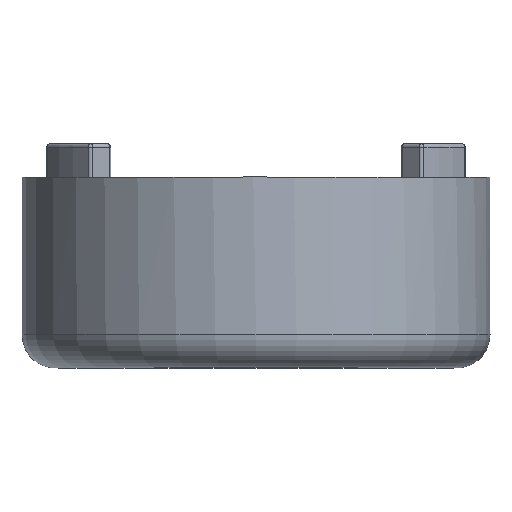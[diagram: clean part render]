
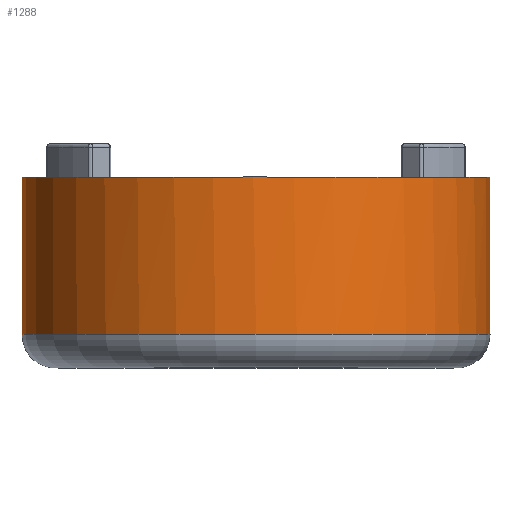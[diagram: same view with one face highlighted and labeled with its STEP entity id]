
A CAD part, top view. The second image highlights one B-rep face of the part: STEP entity #1288.
In plain terms, the highlighted cylindrical face has radius 35 mm (diameter 70 mm), a full revolution.
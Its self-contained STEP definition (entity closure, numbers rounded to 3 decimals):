
#71=LINE('',#2174,#145);
#76=LINE('',#2282,#150);
#82=LINE('',#2306,#156);
#145=VECTOR('',#1604,10.);
#150=VECTOR('',#1627,10.);
#156=VECTOR('',#1655,35.);
#222=CYLINDRICAL_SURFACE('',#1405,35.);
#270=FACE_OUTER_BOUND('',#359,.T.);
#359=EDGE_LOOP('',(#932,#933,#934,#935,#936,#937,#938,#939,#940,#941,#942));
#448=CIRCLE('',#1398,35.);
#452=CIRCLE('',#1406,35.);
#453=CIRCLE('',#1407,35.);
#454=CIRCLE('',#1408,35.);
#455=CIRCLE('',#1409,35.);
#552=B_SPLINE_CURVE_WITH_KNOTS('',3,(#2154,#2155,#2156,#2157,#2158,#2159),
 .UNSPECIFIED.,.F.,.F.,(4,1,1,4),(-0.314,-0.224,
-0.135,0.),.UNSPECIFIED.);
#557=B_SPLINE_CURVE_WITH_KNOTS('',3,(#2273,#2274,#2275,#2276,#2277,#2278),
 .UNSPECIFIED.,.F.,.F.,(4,1,1,4),(-0.314,-0.224,
-0.135,0.),.UNSPECIFIED.);
#570=VERTEX_POINT('',#2152);
#571=VERTEX_POINT('',#2153);
#575=VERTEX_POINT('',#2173);
#583=VERTEX_POINT('',#2270);
#584=VERTEX_POINT('',#2272);
#585=VERTEX_POINT('',#2281);
#587=VERTEX_POINT('',#2303);
#588=VERTEX_POINT('',#2305);
#589=VERTEX_POINT('',#2307);
#685=EDGE_CURVE('',#570,#571,#552,.T.);
#690=EDGE_CURVE('',#571,#575,#71,.T.);
#703=EDGE_CURVE('',#583,#584,#557,.T.);
#705=EDGE_CURVE('',#585,#583,#76,.T.);
#708=EDGE_CURVE('',#584,#570,#448,.T.);
#717=EDGE_CURVE('',#587,#585,#452,.T.);
#718=EDGE_CURVE('',#587,#588,#82,.T.);
#719=EDGE_CURVE('',#589,#588,#453,.T.);
#720=EDGE_CURVE('',#588,#589,#454,.T.);
#721=EDGE_CURVE('',#575,#587,#455,.T.);
#932=ORIENTED_EDGE('',*,*,#690,.F.);
#933=ORIENTED_EDGE('',*,*,#685,.F.);
#934=ORIENTED_EDGE('',*,*,#708,.F.);
#935=ORIENTED_EDGE('',*,*,#703,.F.);
#936=ORIENTED_EDGE('',*,*,#705,.F.);
#937=ORIENTED_EDGE('',*,*,#717,.F.);
#938=ORIENTED_EDGE('',*,*,#718,.T.);
#939=ORIENTED_EDGE('',*,*,#719,.F.);
#940=ORIENTED_EDGE('',*,*,#720,.F.);
#941=ORIENTED_EDGE('',*,*,#718,.F.);
#942=ORIENTED_EDGE('',*,*,#721,.F.);
#1288=ADVANCED_FACE('',(#270),#222,.T.);
#1398=AXIS2_PLACEMENT_3D('',#2286,#1633,#1634);
#1405=AXIS2_PLACEMENT_3D('',#2302,#1651,#1652);
#1406=AXIS2_PLACEMENT_3D('',#2304,#1653,#1654);
#1407=AXIS2_PLACEMENT_3D('',#2308,#1656,#1657);
#1408=AXIS2_PLACEMENT_3D('',#2309,#1658,#1659);
#1409=AXIS2_PLACEMENT_3D('',#2310,#1660,#1661);
#1604=DIRECTION('',(0.,1.,0.));
#1627=DIRECTION('',(0.,-1.,0.));
#1633=DIRECTION('center_axis',(0.,1.,0.));
#1634=DIRECTION('ref_axis',(0.,0.,-1.));
#1651=DIRECTION('center_axis',(0.,1.,0.));
#1652=DIRECTION('ref_axis',(1.,0.,0.));
#1653=DIRECTION('center_axis',(0.,1.,0.));
#1654=DIRECTION('ref_axis',(1.,0.,0.));
#1655=DIRECTION('',(0.,-1.,0.));
#1656=DIRECTION('center_axis',(0.,-1.,0.));
#1657=DIRECTION('ref_axis',(1.,0.,0.));
#1658=DIRECTION('center_axis',(0.,-1.,0.));
#1659=DIRECTION('ref_axis',(1.,0.,0.));
#1660=DIRECTION('center_axis',(0.,1.,0.));
#1661=DIRECTION('ref_axis',(1.,0.,0.));
#2152=CARTESIAN_POINT('',(-21.699,12.5,-27.462));
#2153=CARTESIAN_POINT('',(-23.276,14.5,-26.138));
#2154=CARTESIAN_POINT('Ctrl Pts',(-21.699,12.5,-27.462));
#2155=CARTESIAN_POINT('Ctrl Pts',(-21.941,12.5,-27.271));
#2156=CARTESIAN_POINT('Ctrl Pts',(-22.418,12.637,-26.883));
#2157=CARTESIAN_POINT('Ctrl Pts',(-23.076,13.306,-26.319));
#2158=CARTESIAN_POINT('Ctrl Pts',(-23.276,14.051,-26.138));
#2159=CARTESIAN_POINT('Ctrl Pts',(-23.276,14.5,-26.138));
#2173=CARTESIAN_POINT('',(-23.276,28.5,-26.138));
#2174=CARTESIAN_POINT('',(-23.276,0.,-26.138));
#2270=CARTESIAN_POINT('',(23.276,14.5,-26.138));
#2272=CARTESIAN_POINT('',(21.699,12.5,-27.462));
#2273=CARTESIAN_POINT('Ctrl Pts',(23.276,14.5,-26.138));
#2274=CARTESIAN_POINT('Ctrl Pts',(23.276,14.201,-26.138));
#2275=CARTESIAN_POINT('Ctrl Pts',(23.171,13.603,-26.232));
#2276=CARTESIAN_POINT('Ctrl Pts',(22.653,12.762,-26.686));
#2277=CARTESIAN_POINT('Ctrl Pts',(22.062,12.5,-27.175));
#2278=CARTESIAN_POINT('Ctrl Pts',(21.699,12.5,-27.462));
#2281=CARTESIAN_POINT('',(23.276,28.5,-26.138));
#2282=CARTESIAN_POINT('',(23.276,0.,-26.138));
#2286=CARTESIAN_POINT('Origin',(0.,12.5,0.));
#2302=CARTESIAN_POINT('Origin',(0.,0.,0.));
#2303=CARTESIAN_POINT('',(-35.,28.5,0.));
#2304=CARTESIAN_POINT('Origin',(0.,28.5,0.));
#2305=CARTESIAN_POINT('',(-35.,5.,0.));
#2306=CARTESIAN_POINT('',(-35.,0.,0.));
#2307=CARTESIAN_POINT('',(0.,5.,-35.));
#2308=CARTESIAN_POINT('Origin',(0.,5.,0.));
#2309=CARTESIAN_POINT('Origin',(0.,5.,0.));
#2310=CARTESIAN_POINT('Origin',(0.,28.5,0.));
